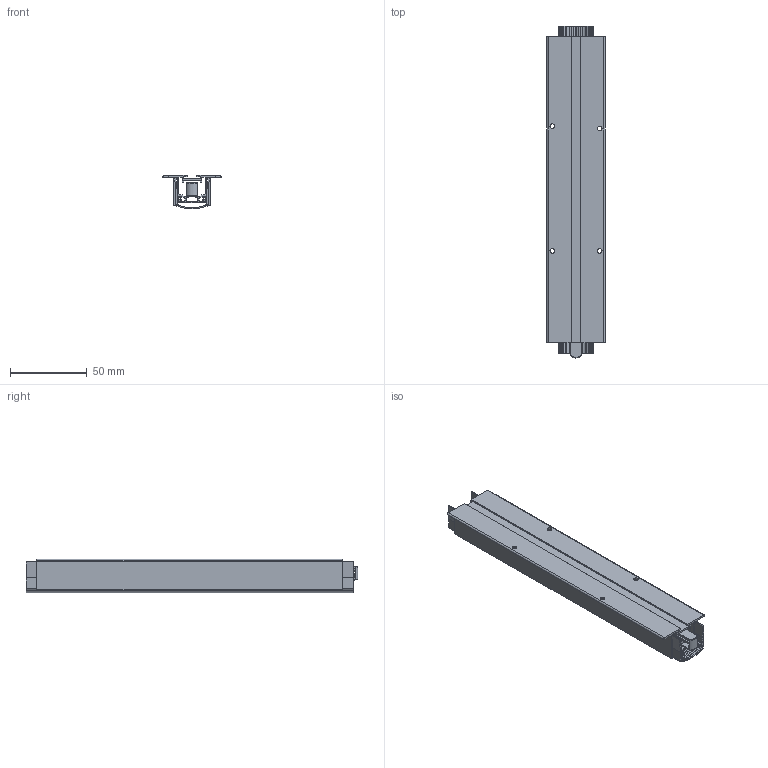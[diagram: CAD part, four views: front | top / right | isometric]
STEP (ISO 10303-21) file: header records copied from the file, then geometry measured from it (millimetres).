
FILE_DESCRIPTION(/* description */ ('Unknown'),/* implementation_level */ '2;1');
FILE_NAME(/* name */ '1-960_Stadi-L2420TS_3D',/* time_stamp */ '2021-06-08T10:10:44+02:00',/* author */ ('Unknown'),/* organization */ ('Unknown'),/* preprocessor_version */ 'ST-DEVELOPER v16.7',/* originating_system */ 'Solid Edge',/* authorisation */ 'Unknown');
FILE_SCHEMA (('AUTOMOTIVE_DESIGN {1 0 10303 214 3 1 1}'));
Length unit declared in the file: millimetre
Products named in the file (10): 28560_Bodendichtung; 17727_Aussenprofil; AP_622; 28511_Dichtprofil; 28562_Etikett_3D__Stadi_L-24_20_TS; 26541_Etikett_Athmer_klein_kurz; 31110_Athmer_Logo__ab_2021_; 28563_Text__Stadi_L-24_20_TS; 13428_oa_0; 13969
Assembly tree (9 placements, depth 3):
  28560_Bodendichtung
    17727_Aussenprofil
    AP_622
    28511_Dichtprofil
    28562_Etikett_3D__Stadi_L-24_20_TS
      26541_Etikett_Athmer_klein_kurz
      31110_Athmer_Logo__ab_2021_
      28563_Text__Stadi_L-24_20_TS
    13428_oa_0
      13969
Bounding box: 38 x 216.99 x 21.73 mm (x, y, z)
Volume: 45598.3 mm3; surface area: 94126.4 mm2
Topology: 23 solids, 23 shells, 559 faces, 1525 edges, 1016 vertices
Faces by surface type: plane 378, cylinder 121, bspline 56, torus 3, cone 1
Full cylindrical faces by diameter (mm): 3 x4, 4.134 x1
Entity records: 19914 total; most frequent: CARTESIAN_POINT 5871, ORIENTED_EDGE 3020, DIRECTION 2523, EDGE_CURVE 1510, VERTEX_POINT 1010, LINE 981, VECTOR 981, AXIS2_PLACEMENT_3D 771
